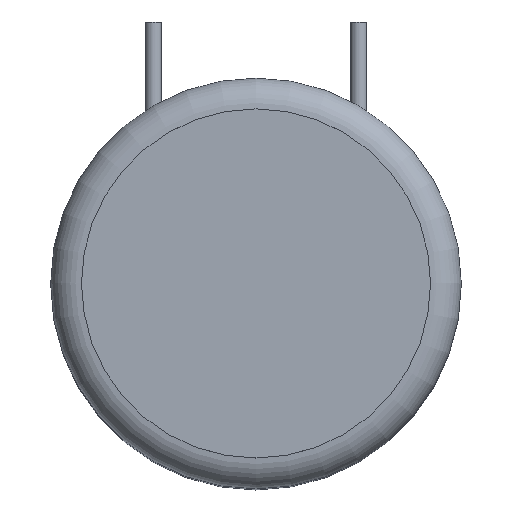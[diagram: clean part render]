
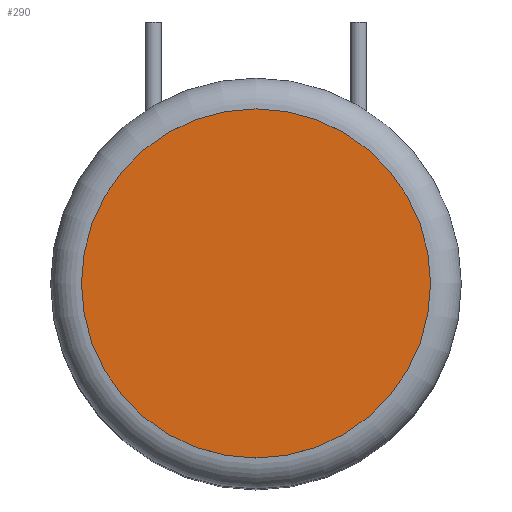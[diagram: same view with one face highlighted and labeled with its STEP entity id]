
A CAD part, top view. The second image highlights one B-rep face of the part: STEP entity #290.
In plain terms, the highlighted planar face has unit normal (0, 0, 1).
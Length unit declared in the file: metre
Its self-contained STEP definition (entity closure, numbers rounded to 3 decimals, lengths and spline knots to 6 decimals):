
#28=PLANE('',#374);
#68=ORIENTED_EDGE('',*,*,#118,.T.);
#118=EDGE_CURVE('',#148,#148,#174,.T.);
#148=VERTEX_POINT('',#558);
#174=CIRCLE('',#373,0.0085);
#210=EDGE_LOOP('',(#68));
#252=FACE_BOUND('',#210,.T.);
#290=ADVANCED_FACE('',(#252),#28,.T.);
#373=AXIS2_PLACEMENT_3D('',#557,#450,#451);
#374=AXIS2_PLACEMENT_3D('',#559,#452,#453);
#450=DIRECTION('',(0.,0.,1.));
#451=DIRECTION('',(1.,0.,0.));
#452=DIRECTION('',(0.,0.,1.));
#453=DIRECTION('',(1.,0.,0.));
#557=CARTESIAN_POINT('',(0.,0.,0.03485));
#558=CARTESIAN_POINT('',(0.0085,0.,0.03485));
#559=CARTESIAN_POINT('',(0.,0.,0.03485));
